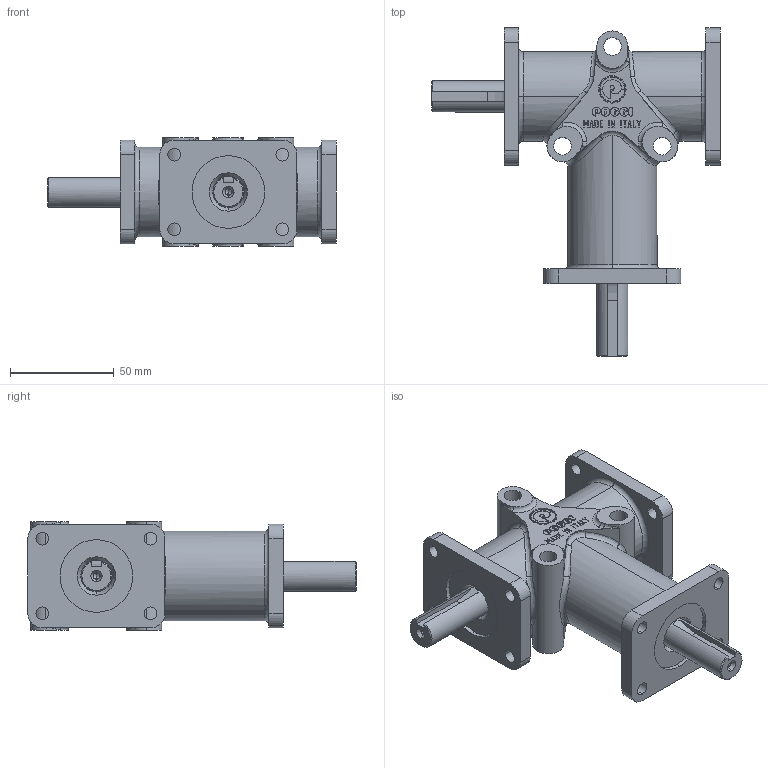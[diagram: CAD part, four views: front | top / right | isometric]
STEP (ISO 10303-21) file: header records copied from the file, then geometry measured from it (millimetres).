
FILE_DESCRIPTION(('STEP AP214'),'1');
FILE_NAME('185011121.stp','2017-01-12T13:03:18',('TraceParts'),('TraceParts S.A.'),'Spatial InterOp 3D',' ',' ');
FILE_SCHEMA(('automotive_design'));
Length unit declared in the file: millimetre
Products named in the file (1): 1
Bounding box: 139 x 158 x 52 mm (x, y, z)
Volume: 324917.3 mm3; surface area: 53283.1 mm2
Topology: 1 solids, 1 shells, 832 faces, 2278 edges, 1492 vertices
Faces by surface type: plane 383, extrusion 250, cylinder 111, bspline 56, cone 16, torus 16
Entity records: 50156 total; most frequent: CARTESIAN_POINT 23789, ORIENTED_EDGE 4524, DIRECTION 3164, EDGE_CURVE 2262, VERTEX_POINT 1492, VECTOR 1406, LINE 1156, B_SPLINE_CURVE_WITH_KNOTS 1004
